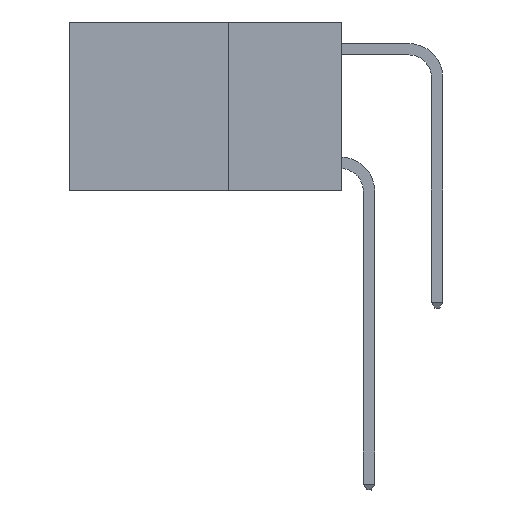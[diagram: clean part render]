
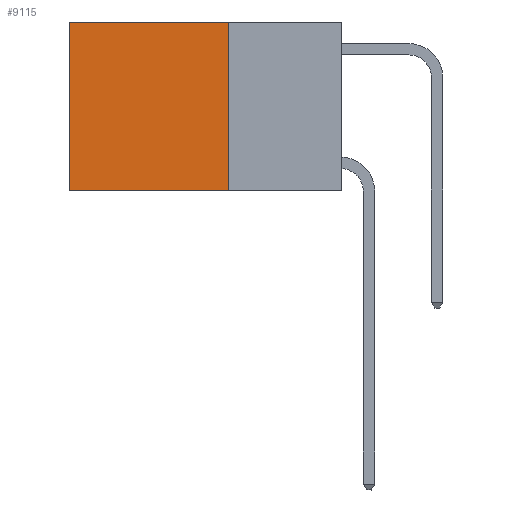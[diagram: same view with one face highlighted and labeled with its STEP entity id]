
A CAD part, left-side view. The second image highlights one B-rep face of the part: STEP entity #9115.
In plain terms, the highlighted planar face has unit normal (-1, 0, 0).
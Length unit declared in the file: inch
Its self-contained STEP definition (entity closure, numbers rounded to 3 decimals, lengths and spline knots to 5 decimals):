
#923 = CARTESIAN_POINT ( 'NONE',  ( 0.2625, 0.25, 0. ) ) ;
#2612 = CARTESIAN_POINT ( 'NONE',  ( 0.2625, 0.25, -0.37 ) ) ;
#3102 = VECTOR ( 'NONE', #18773, 39.37008 ) ;
#4298 = DIRECTION ( 'NONE',  ( 0., 1., 0. ) ) ;
#4421 = EDGE_CURVE ( 'NONE', #10886, #18301, #8710, .T. ) ;
#4494 = VECTOR ( 'NONE', #24577, 39.37008 ) ;
#7162 = LINE ( 'NONE', #18146, #4494 ) ;
#8169 = DIRECTION ( 'NONE',  ( 0., 0., -1. ) ) ;
#8240 = DIRECTION ( 'NONE',  ( 0., 0., -1. ) ) ;
#8342 = ORIENTED_EDGE ( 'NONE', *, *, #17923, .T. ) ;
#8710 = LINE ( 'NONE', #21851, #24553 ) ;
#9115 = ADVANCED_FACE ( 'NONE', ( #25529 ), #14242, .F. ) ;
#9874 = CARTESIAN_POINT ( 'NONE',  ( 0.2625, 0.6, -0.37 ) ) ;
#10029 = VERTEX_POINT ( 'NONE', #2612 ) ;
#10886 = VERTEX_POINT ( 'NONE', #13462 ) ;
#11084 = ORIENTED_EDGE ( 'NONE', *, *, #22925, .F. ) ;
#13462 = CARTESIAN_POINT ( 'NONE',  ( 0.2625, 0.25, 0. ) ) ;
#14242 = PLANE ( 'NONE',  #21587 ) ;
#14738 = CARTESIAN_POINT ( 'NONE',  ( 0.2625, 0.6, 0. ) ) ;
#15280 = EDGE_LOOP ( 'NONE', ( #8342, #19367, #11084, #16124 ) ) ;
#16124 = ORIENTED_EDGE ( 'NONE', *, *, #4421, .T. ) ;
#17923 = EDGE_CURVE ( 'NONE', #18301, #23194, #19965, .T. ) ;
#18146 = CARTESIAN_POINT ( 'NONE',  ( 0.2625, 0.25, -0.37 ) ) ;
#18301 = VERTEX_POINT ( 'NONE', #25246 ) ;
#18773 = DIRECTION ( 'NONE',  ( 0., 0., -1. ) ) ;
#19367 = ORIENTED_EDGE ( 'NONE', *, *, #23826, .F. ) ;
#19965 = LINE ( 'NONE', #14738, #27574 ) ;
#20629 = LINE ( 'NONE', #923, #3102 ) ;
#20676 = DIRECTION ( 'NONE',  ( 1., 0., 0. ) ) ;
#20959 = CARTESIAN_POINT ( 'NONE',  ( 0.2625, 0.25, 0. ) ) ;
#21587 = AXIS2_PLACEMENT_3D ( 'NONE', #20959, #20676, #8240 ) ;
#21851 = CARTESIAN_POINT ( 'NONE',  ( 0.2625, 0.25, 0. ) ) ;
#22925 = EDGE_CURVE ( 'NONE', #10886, #10029, #20629, .T. ) ;
#23194 = VERTEX_POINT ( 'NONE', #9874 ) ;
#23826 = EDGE_CURVE ( 'NONE', #10029, #23194, #7162, .T. ) ;
#24553 = VECTOR ( 'NONE', #4298, 39.37008 ) ;
#24577 = DIRECTION ( 'NONE',  ( 0., 1., 0. ) ) ;
#25246 = CARTESIAN_POINT ( 'NONE',  ( 0.2625, 0.6, 0. ) ) ;
#25529 = FACE_OUTER_BOUND ( 'NONE', #15280, .T. ) ;
#27574 = VECTOR ( 'NONE', #8169, 39.37008 ) ;
